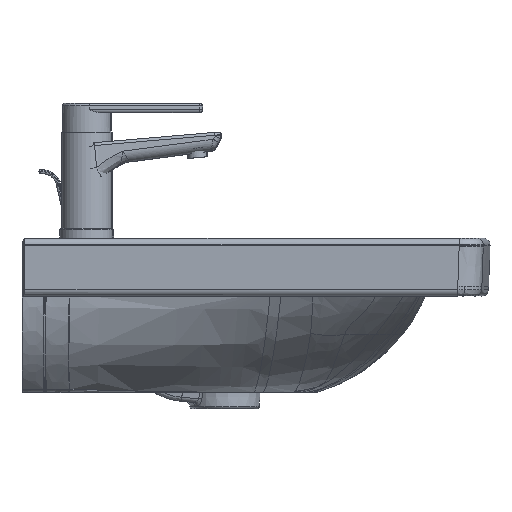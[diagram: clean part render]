
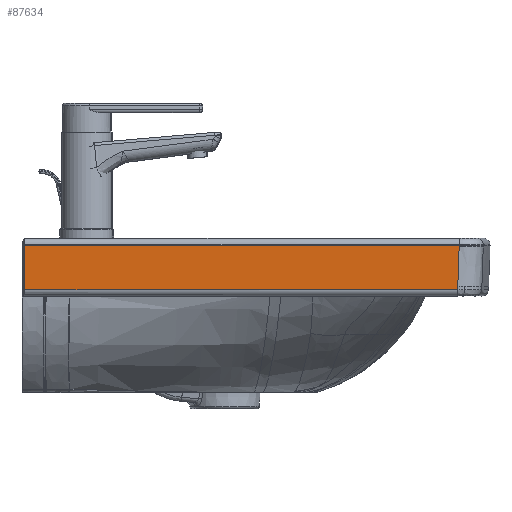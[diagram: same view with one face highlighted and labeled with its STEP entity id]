
A CAD part, front view. The second image highlights one B-rep face of the part: STEP entity #87634.
In plain terms, the highlighted planar face has unit normal (0, -0.999, -0.035).
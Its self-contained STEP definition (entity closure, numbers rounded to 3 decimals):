
#83800=CARTESIAN_POINT('',(3.,-598.52,-53.244));
#83801=VERTEX_POINT('',#83800);
#83809=CARTESIAN_POINT('',(3.,-600.096,-8.122));
#83810=VERTEX_POINT('',#83809);
#83811=CARTESIAN_POINT('',(3.,-600.096,-8.122));
#83812=DIRECTION('',(0.0,0.035,-0.999));
#83813=VECTOR('',#83812,45.15);
#83814=LINE('',#83811,#83813);
#83815=EDGE_CURVE('',#83801,#83810,#83814,.F.);
#87294=CARTESIAN_POINT('',(451.605,-598.52,-53.244));
#87295=VERTEX_POINT('',#87294);
#87303=CARTESIAN_POINT('',(3.,-598.52,-53.244));
#87304=DIRECTION('',(1.0,0.0,0.0));
#87305=VECTOR('',#87304,448.605);
#87306=LINE('',#87303,#87305);
#87307=EDGE_CURVE('',#83801,#87295,#87306,.T.);
#87582=CARTESIAN_POINT('',(453.022,-600.096,-8.122));
#87583=VERTEX_POINT('',#87582);
#87584=CARTESIAN_POINT('',(453.022,-600.096,-8.122));
#87585=DIRECTION('',(-1.0,0.0,0.0));
#87586=VECTOR('',#87585,450.022);
#87587=LINE('',#87584,#87586);
#87588=EDGE_CURVE('',#83810,#87583,#87587,.F.);
#87601=CARTESIAN_POINT('',(0.,-600.1,-8.0));
#87602=DIRECTION('',(0.,-0.999,-0.035));
#87603=DIRECTION('',(0.0,0.035,-0.999));
#87604=AXIS2_PLACEMENT_3D('',#87601,#87602,#87603);
#87605=PLANE('',#87604);
#87606=ORIENTED_EDGE('',*,*,#83815,.F.);
#87607=ORIENTED_EDGE('',*,*,#87307,.T.);
#87608=CARTESIAN_POINT('',(451.605,-598.633,-50.0));
#87609=VERTEX_POINT('',#87608);
#87610=CARTESIAN_POINT('',(451.605,-598.52,-53.244));
#87611=DIRECTION('',(0.0,-0.035,0.999));
#87612=VECTOR('',#87611,3.246);
#87613=LINE('',#87610,#87612);
#87614=EDGE_CURVE('',#87295,#87609,#87613,.T.);
#87615=ORIENTED_EDGE('',*,*,#87614,.T.);
#87616=CARTESIAN_POINT('',(453.023,-600.085,-8.436));
#87617=VERTEX_POINT('',#87616);
#87618=CARTESIAN_POINT('',(453.023,-600.085,-8.436));
#87619=CARTESIAN_POINT('',(452.55,-599.601,-22.291));
#87620=CARTESIAN_POINT('',(452.078,-599.117,-36.145));
#87621=CARTESIAN_POINT('',(451.605,-598.633,-50.));
#87622=B_SPLINE_CURVE_WITH_KNOTS('',3,(#87618,#87619,#87620,#87621),.UNSPECIFIED.,.F.,.U.,(4,4),(12.304,71.154),.UNSPECIFIED.);
#87623=EDGE_CURVE('',#87617,#87609,#87622,.T.);
#87624=ORIENTED_EDGE('',*,*,#87623,.F.);
#87625=CARTESIAN_POINT('',(453.022,-600.096,-8.122));
#87626=DIRECTION('',(0.001,0.035,-0.999));
#87627=VECTOR('',#87626,0.314);
#87628=LINE('',#87625,#87627);
#87629=EDGE_CURVE('',#87583,#87617,#87628,.T.);
#87630=ORIENTED_EDGE('',*,*,#87629,.F.);
#87631=ORIENTED_EDGE('',*,*,#87588,.F.);
#87632=EDGE_LOOP('',(#87606,#87607,#87615,#87624,#87630,#87631));
#87633=FACE_OUTER_BOUND('',#87632,.T.);
#87634=ADVANCED_FACE('',(#87633),#87605,.T.);
